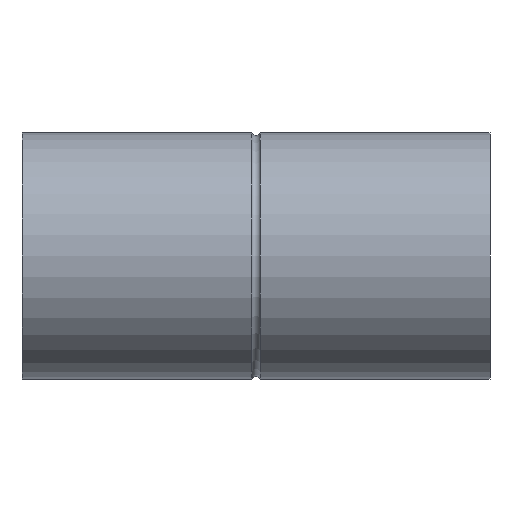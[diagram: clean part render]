
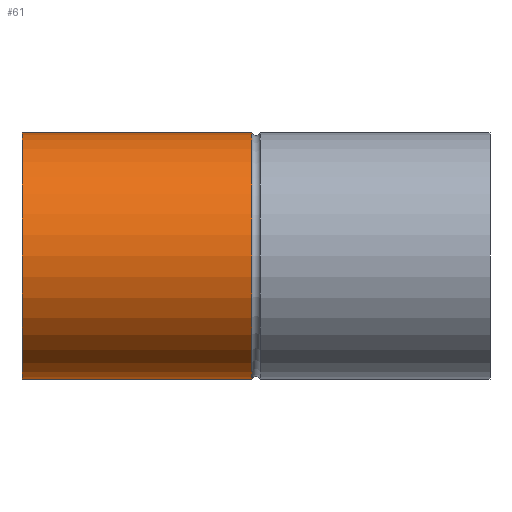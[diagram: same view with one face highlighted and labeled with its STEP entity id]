
A CAD part, front view. The second image highlights one B-rep face of the part: STEP entity #61.
In plain terms, the highlighted cylindrical face has radius 26.35 mm (diameter 52.7 mm), a full revolution.
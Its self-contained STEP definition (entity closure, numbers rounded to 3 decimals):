
#9 = VERTEX_POINT ( 'NONE', #37 ) ;
#14 = CYLINDRICAL_SURFACE ( 'NONE', #268, 26.35 ) ;
#19 = CARTESIAN_POINT ( 'NONE',  ( -50., 0., 0. ) ) ;
#26 = EDGE_LOOP ( 'NONE', ( #248 ) ) ;
#35 = CARTESIAN_POINT ( 'NONE',  ( -50., 0., 26.35 ) ) ;
#37 = CARTESIAN_POINT ( 'NONE',  ( -0.917, 0., 26.35 ) ) ;
#47 = DIRECTION ( 'NONE',  ( 0., 0., 1. ) ) ;
#61 = ADVANCED_FACE ( 'NONE', ( #243, #211 ), #14, .T. ) ;
#97 = DIRECTION ( 'NONE',  ( 0., 0., 1. ) ) ;
#116 = VERTEX_POINT ( 'NONE', #35 ) ;
#144 = EDGE_CURVE ( 'NONE', #116, #116, #196, .T. ) ;
#170 = CARTESIAN_POINT ( 'NONE',  ( -17.478, 0., 0. ) ) ;
#179 = EDGE_CURVE ( 'NONE', #9, #9, #289, .T. ) ;
#196 = CIRCLE ( 'NONE', #197, 26.35 ) ;
#197 = AXIS2_PLACEMENT_3D ( 'NONE', #19, #328, #97 ) ;
#207 = ORIENTED_EDGE ( 'NONE', *, *, #179, .T. ) ;
#211 = FACE_OUTER_BOUND ( 'NONE', #258, .T. ) ;
#243 = FACE_OUTER_BOUND ( 'NONE', #26, .T. ) ;
#245 = DIRECTION ( 'NONE',  ( 0., 0., 1. ) ) ;
#248 = ORIENTED_EDGE ( 'NONE', *, *, #144, .F. ) ;
#258 = EDGE_LOOP ( 'NONE', ( #207 ) ) ;
#263 = DIRECTION ( 'NONE',  ( -1., 0., 0. ) ) ;
#268 = AXIS2_PLACEMENT_3D ( 'NONE', #170, #263, #245 ) ;
#270 = DIRECTION ( 'NONE',  ( -1., 0., 0. ) ) ;
#289 = CIRCLE ( 'NONE', #321, 26.35 ) ;
#300 = CARTESIAN_POINT ( 'NONE',  ( -0.917, 0., 0. ) ) ;
#321 = AXIS2_PLACEMENT_3D ( 'NONE', #300, #270, #47 ) ;
#328 = DIRECTION ( 'NONE',  ( -1., 0., 0. ) ) ;
